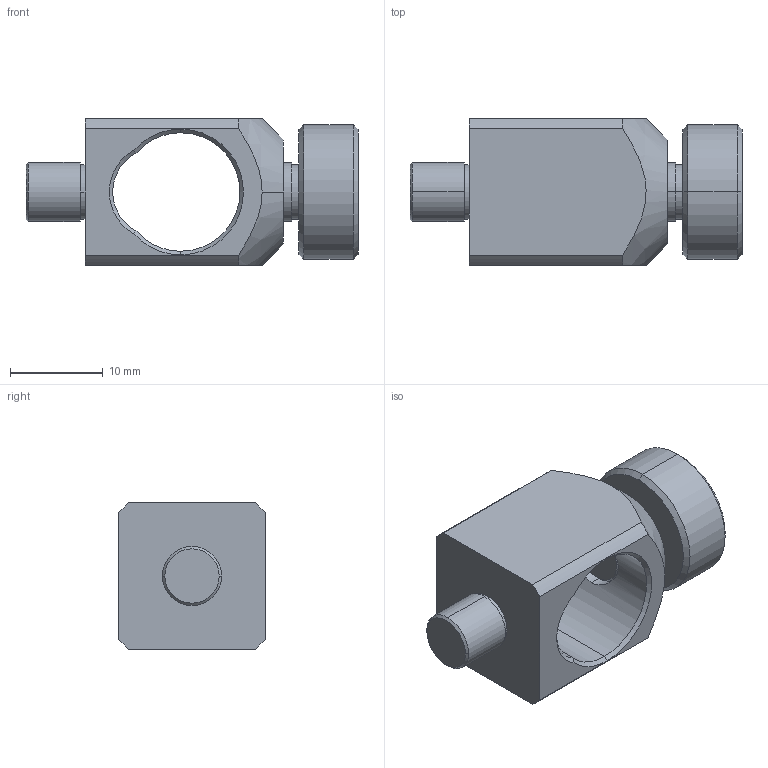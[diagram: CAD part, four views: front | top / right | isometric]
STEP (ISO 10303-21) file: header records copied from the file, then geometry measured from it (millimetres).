
FILE_DESCRIPTION (( 'STEP AP214' ), '1' );
FILE_NAME ('6544-E0W.STEP', '2011-12-14T19:57:26', ( 'Admin' ), ( 'Thorlabs, Inc.' ), 'SwSTEP 2.0', 'SolidWorks 2011', '' );
FILE_SCHEMA (( 'AUTOMOTIVE_DESIGN' ));
Length unit declared in the file: inch
Products named in the file (1): 6544-E0W
Bounding box: 35.71 x 15.75 x 15.75 mm (x, y, z)
Volume: 4030.8 mm3; surface area: 2965.5 mm2
Topology: 2 solids, 2 shells, 347 faces, 910 edges, 597 vertices
Faces by surface type: plane 202, bspline 97, cone 24, cylinder 24
Entity records: 17052 total; most frequent: CARTESIAN_POINT 4572, ORIENTED_EDGE 1816, DIRECTION 1274, EDGE_CURVE 908, LINE 620, VECTOR 620, VERTEX_POINT 597, EDGE_LOOP 383
